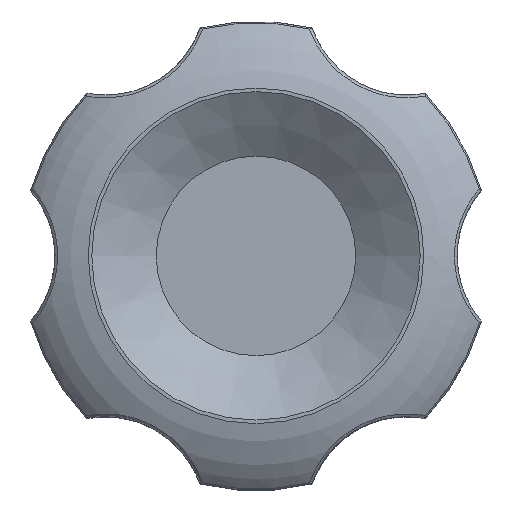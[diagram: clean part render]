
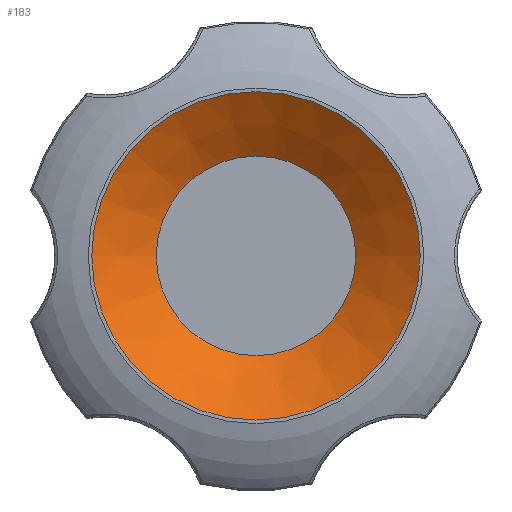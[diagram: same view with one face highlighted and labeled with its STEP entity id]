
A CAD part, top view. The second image highlights one B-rep face of the part: STEP entity #183.
In plain terms, the highlighted conical face has half-angle 55.359 degrees and reference radius 7 mm.
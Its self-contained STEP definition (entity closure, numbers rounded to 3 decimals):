
#183 = ADVANCED_FACE( '', ( #381, #382 ), #383, .F. );
#381 = FACE_BOUND( '', #2839, .T. );
#382 = FACE_OUTER_BOUND( '', #2840, .T. );
#383 = CONICAL_SURFACE( '', #2841, 7., 0.966 );
#2839 = EDGE_LOOP( '', ( #3462 ) );
#2840 = EDGE_LOOP( '', ( #3463 ) );
#2841 = AXIS2_PLACEMENT_3D( '', #3464, #3465, #3466 );
#3462 = ORIENTED_EDGE( '', *, *, #3672, .F. );
#3463 = ORIENTED_EDGE( '', *, *, #3532, .T. );
#3464 = CARTESIAN_POINT( '', ( 0., 0., 20. ) );
#3465 = DIRECTION( '', ( 0., 0., 1. ) );
#3466 = DIRECTION( '', ( 1., 0., 0. ) );
#3532 = EDGE_CURVE( '', #3741, #3741, #3742, .T. );
#3672 = EDGE_CURVE( '', #3941, #3941, #3942, .T. );
#3741 = VERTEX_POINT( '', #4562 );
#3742 = CIRCLE( '', #4563, 7. );
#3941 = VERTEX_POINT( '', #6202 );
#3942 = CIRCLE( '', #6203, 4.25 );
#4562 = CARTESIAN_POINT( '', ( 7., 0., 20. ) );
#4563 = AXIS2_PLACEMENT_3D( '', #6287, #6288, #6289 );
#6202 = CARTESIAN_POINT( '', ( 4.25, 0., 18.1 ) );
#6203 = AXIS2_PLACEMENT_3D( '', #6401, #6402, #6403 );
#6287 = CARTESIAN_POINT( '', ( 0., 0., 20. ) );
#6288 = DIRECTION( '', ( 0., 0., 1. ) );
#6289 = DIRECTION( '', ( 1., 0., 0. ) );
#6401 = CARTESIAN_POINT( '', ( 0., 0., 18.1 ) );
#6402 = DIRECTION( '', ( 0., 0., 1. ) );
#6403 = DIRECTION( '', ( 1., 0., 0. ) );
